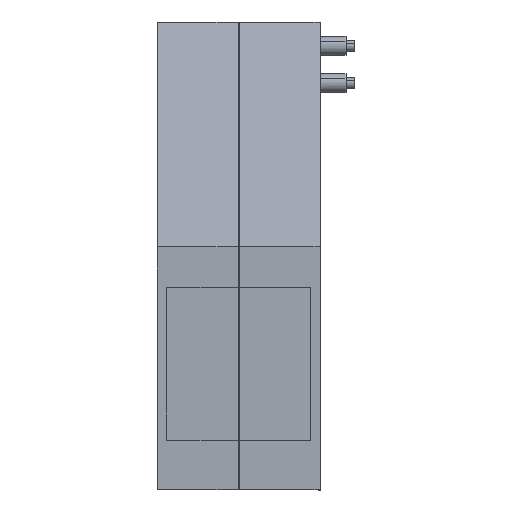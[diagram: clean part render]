
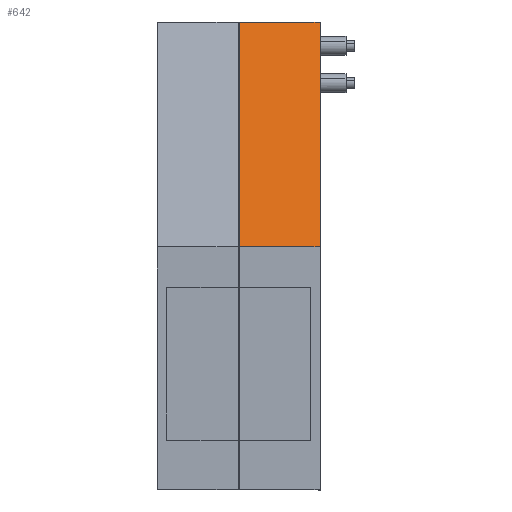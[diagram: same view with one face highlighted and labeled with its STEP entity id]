
A CAD part, top view. The second image highlights one B-rep face of the part: STEP entity #642.
In plain terms, the highlighted planar face has unit normal (0, 0.26, 0.966).
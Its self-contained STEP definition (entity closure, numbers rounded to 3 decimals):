
#629=AXIS2_PLACEMENT_3D('Plane Axis2P3D',#626,#627,#628) ;
#40=CARTESIAN_POINT('Vertex',(18.8,28.,76.5)) ;
#63=CARTESIAN_POINT('Vertex',(18.8,54.,69.5)) ;
#66=CARTESIAN_POINT('Line Origine',(18.8,41.,73.)) ;
#387=CARTESIAN_POINT('Line Origine',(14.125,28.,76.5)) ;
#391=CARTESIAN_POINT('Vertex',(9.45,28.,76.5)) ;
#558=CARTESIAN_POINT('Line Origine',(14.125,54.,69.5)) ;
#562=CARTESIAN_POINT('Vertex',(9.45,54.,69.5)) ;
#626=CARTESIAN_POINT('Axis2P3D Location',(18.8,28.,76.5)) ;
#631=CARTESIAN_POINT('Line Origine',(9.45,41.,73.)) ;
#67=DIRECTION('Vector Direction',(0.,0.966,-0.26)) ;
#388=DIRECTION('Vector Direction',(-1.,0.,0.)) ;
#559=DIRECTION('Vector Direction',(-1.,0.,0.)) ;
#627=DIRECTION('Axis2P3D Direction',(0.,0.26,0.966)) ;
#628=DIRECTION('Axis2P3D XDirection',(0.,0.966,-0.26)) ;
#632=DIRECTION('Vector Direction',(0.,0.966,-0.26)) ;
#68=VECTOR('Line Direction',#67,1.) ;
#389=VECTOR('Line Direction',#388,1.) ;
#560=VECTOR('Line Direction',#559,1.) ;
#633=VECTOR('Line Direction',#632,1.) ;
#637=ORIENTED_EDGE('',*,*,#393,.F.) ;
#638=ORIENTED_EDGE('',*,*,#70,.F.) ;
#639=ORIENTED_EDGE('',*,*,#564,.T.) ;
#640=ORIENTED_EDGE('',*,*,#635,.F.) ;
#642=ADVANCED_FACE('Primary',(#641),#630,.T.) ;
#70=EDGE_CURVE('',#64,#41,#69,.F.) ;
#393=EDGE_CURVE('',#41,#392,#390,.T.) ;
#564=EDGE_CURVE('',#64,#563,#561,.T.) ;
#635=EDGE_CURVE('',#392,#563,#634,.T.) ;
#636=EDGE_LOOP('',(#637,#638,#639,#640)) ;
#641=FACE_OUTER_BOUND('',#636,.T.) ;
#69=LINE('Line',#66,#68) ;
#390=LINE('Line',#387,#389) ;
#561=LINE('Line',#558,#560) ;
#634=LINE('Line',#631,#633) ;
#630=PLANE('',#629) ;
#41=VERTEX_POINT('',#40) ;
#64=VERTEX_POINT('',#63) ;
#392=VERTEX_POINT('',#391) ;
#563=VERTEX_POINT('',#562) ;
